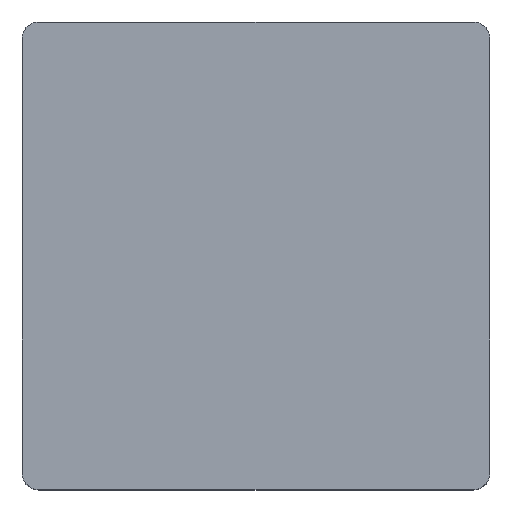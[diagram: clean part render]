
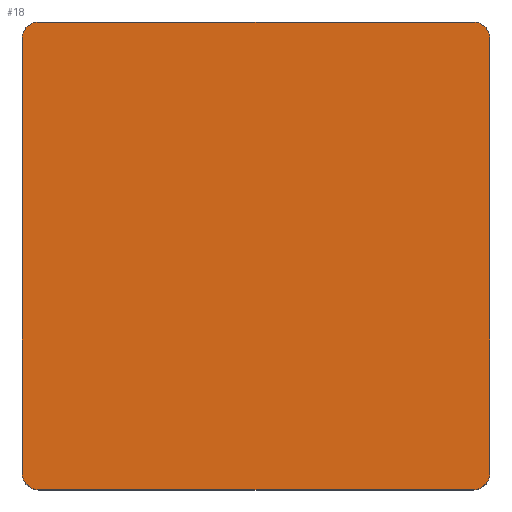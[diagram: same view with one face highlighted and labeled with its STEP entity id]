
A CAD part, top view. The second image highlights one B-rep face of the part: STEP entity #18.
In plain terms, the highlighted planar face has unit normal (0, 0, 1).
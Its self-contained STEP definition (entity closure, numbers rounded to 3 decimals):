
#18=ADVANCED_FACE('',(#28),#172,.T.);
#28=FACE_OUTER_BOUND('',#38,.T.);
#38=EDGE_LOOP('',(#60,#61,#62,#63,#64,#65,#66,#67));
#60=ORIENTED_EDGE('',*,*,#105,.T.);
#61=ORIENTED_EDGE('',*,*,#108,.T.);
#62=ORIENTED_EDGE('',*,*,#95,.T.);
#63=ORIENTED_EDGE('',*,*,#109,.T.);
#64=ORIENTED_EDGE('',*,*,#99,.T.);
#65=ORIENTED_EDGE('',*,*,#110,.T.);
#66=ORIENTED_EDGE('',*,*,#101,.T.);
#67=ORIENTED_EDGE('',*,*,#111,.T.);
#95=EDGE_CURVE('',#151,#149,#135,.T.);
#99=EDGE_CURVE('',#155,#153,#139,.T.);
#101=EDGE_CURVE('',#156,#158,#141,.T.);
#105=EDGE_CURVE('',#160,#162,#145,.T.);
#108=EDGE_CURVE('',#162,#151,#116,.T.);
#109=EDGE_CURVE('',#149,#155,#117,.T.);
#110=EDGE_CURVE('',#153,#156,#118,.T.);
#111=EDGE_CURVE('',#158,#160,#119,.T.);
#116=TRIMMED_CURVE($,#124,(#371),(#372),.T.,.CARTESIAN.);
#117=TRIMMED_CURVE($,#125,(#374),(#375),.T.,.CARTESIAN.);
#118=TRIMMED_CURVE($,#126,(#377),(#378),.T.,.CARTESIAN.);
#119=TRIMMED_CURVE($,#127,(#380),(#381),.T.,.CARTESIAN.);
#124=CIRCLE('',#272,4.);
#125=CIRCLE('',#273,4.);
#126=CIRCLE('',#274,4.);
#127=CIRCLE('',#275,4.);
#135=B_SPLINE_CURVE_WITH_KNOTS('',1,(#344,#345),.UNSPECIFIED.,.F.,.F.,(2,
2),(0.,105.),.UNSPECIFIED.);
#139=B_SPLINE_CURVE_WITH_KNOTS('',1,(#352,#353),.UNSPECIFIED.,.F.,.F.,(2,
2),(0.,105.),.UNSPECIFIED.);
#141=B_SPLINE_CURVE_WITH_KNOTS('',1,(#356,#357),.UNSPECIFIED.,.F.,.F.,(2,
2),(0.,105.),.UNSPECIFIED.);
#145=B_SPLINE_CURVE_WITH_KNOTS('',1,(#364,#365),.UNSPECIFIED.,.F.,.F.,(2,
2),(0.,105.),.UNSPECIFIED.);
#149=VERTEX_POINT('',#323);
#151=VERTEX_POINT('',#325);
#153=VERTEX_POINT('',#327);
#155=VERTEX_POINT('',#329);
#156=VERTEX_POINT('',#330);
#158=VERTEX_POINT('',#332);
#160=VERTEX_POINT('',#334);
#162=VERTEX_POINT('',#336);
#172=PLANE('',#266);
#266=AXIS2_PLACEMENT_3D('',#316,#287,$);
#272=AXIS2_PLACEMENT_3D($,#370,#293,#294);
#273=AXIS2_PLACEMENT_3D($,#373,#295,#296);
#274=AXIS2_PLACEMENT_3D($,#376,#297,#298);
#275=AXIS2_PLACEMENT_3D($,#379,#299,#300);
#287=DIRECTION('',(0.,0.,1.));
#293=DIRECTION('',(0.,0.,1.));
#294=DIRECTION('',(0.,1.,0.));
#295=DIRECTION('',(0.,0.,1.));
#296=DIRECTION('',(-1.,0.,0.));
#297=DIRECTION('',(0.,0.,1.));
#298=DIRECTION('',(0.,-1.,0.));
#299=DIRECTION('',(0.,0.,1.));
#300=DIRECTION('',(1.,0.,0.));
#316=CARTESIAN_POINT('',(0.,113.,34.));
#323=CARTESIAN_POINT('',(0.,4.,34.));
#325=CARTESIAN_POINT('',(0.,109.,34.));
#327=CARTESIAN_POINT('',(109.,0.,34.));
#329=CARTESIAN_POINT('',(4.,0.,34.));
#330=CARTESIAN_POINT('',(113.,4.,34.));
#332=CARTESIAN_POINT('',(113.,109.,34.));
#334=CARTESIAN_POINT('',(109.,113.,34.));
#336=CARTESIAN_POINT('',(4.,113.,34.));
#344=CARTESIAN_POINT('',(0.,109.,34.));
#345=CARTESIAN_POINT('',(0.,4.,34.));
#352=CARTESIAN_POINT('',(4.,0.,34.));
#353=CARTESIAN_POINT('',(109.,0.,34.));
#356=CARTESIAN_POINT('',(113.,4.,34.));
#357=CARTESIAN_POINT('',(113.,109.,34.));
#364=CARTESIAN_POINT('',(109.,113.,34.));
#365=CARTESIAN_POINT('',(4.,113.,34.));
#370=CARTESIAN_POINT('',(4.,109.,34.));
#371=CARTESIAN_POINT('',(4.,113.,34.));
#372=CARTESIAN_POINT('',(0.,109.,34.));
#373=CARTESIAN_POINT('',(4.,4.,34.));
#374=CARTESIAN_POINT('',(0.,4.,34.));
#375=CARTESIAN_POINT('',(4.,0.,34.));
#376=CARTESIAN_POINT('',(109.,4.,34.));
#377=CARTESIAN_POINT('',(109.,0.,34.));
#378=CARTESIAN_POINT('',(113.,4.,34.));
#379=CARTESIAN_POINT('',(109.,109.,34.));
#380=CARTESIAN_POINT('',(113.,109.,34.));
#381=CARTESIAN_POINT('',(109.,113.,34.));
